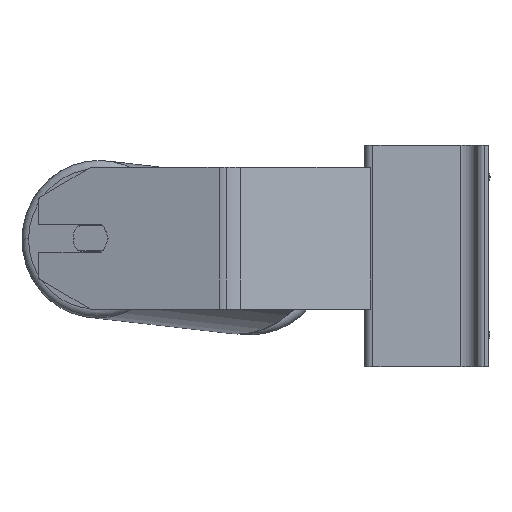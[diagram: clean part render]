
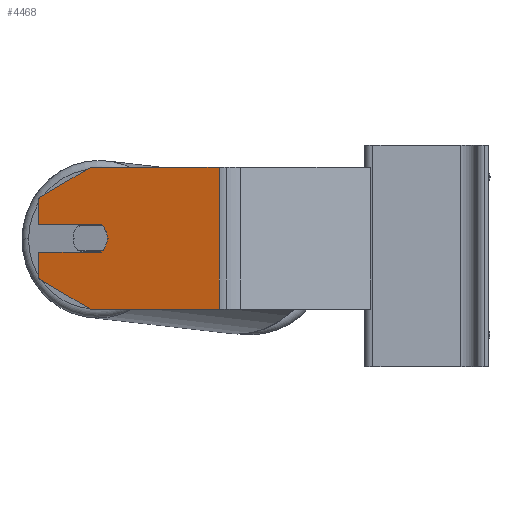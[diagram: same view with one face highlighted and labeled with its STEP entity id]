
A CAD part, left-side view. The second image highlights one B-rep face of the part: STEP entity #4468.
In plain terms, the highlighted planar face has unit normal (-0.966, 0.259, 0).
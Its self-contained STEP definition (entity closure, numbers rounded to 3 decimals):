
#87 = EDGE_CURVE ( 'NONE', #260, #6081, #5002, .T. ) ;
#109 = VECTOR ( 'NONE', #5397, 1000. ) ;
#260 = VERTEX_POINT ( 'NONE', #1180 ) ;
#346 = ORIENTED_EDGE ( 'NONE', *, *, #5299, .F. ) ;
#509 = EDGE_CURVE ( 'NONE', #5695, #10451, #8958, .T. ) ;
#652 = VECTOR ( 'NONE', #7205, 1000. ) ;
#656 = DIRECTION ( 'NONE',  ( -0.259, -0.966, 0. ) ) ;
#660 = LINE ( 'NONE', #6420, #7340 ) ;
#706 = DIRECTION ( 'NONE',  ( 0., 0., -1. ) ) ;
#719 = ORIENTED_EDGE ( 'NONE', *, *, #9329, .F. ) ;
#797 = VERTEX_POINT ( 'NONE', #4814 ) ;
#803 = ORIENTED_EDGE ( 'NONE', *, *, #2449, .F. ) ;
#824 = LINE ( 'NONE', #3256, #8505 ) ;
#852 = CARTESIAN_POINT ( 'NONE',  ( -503.511, 202.093, 2. ) ) ;
#1180 = CARTESIAN_POINT ( 'NONE',  ( -511.275, 173.115, -30. ) ) ;
#1389 = ORIENTED_EDGE ( 'NONE', *, *, #6235, .F. ) ;
#1702 = ORIENTED_EDGE ( 'NONE', *, *, #9409, .T. ) ;
#1906 = CARTESIAN_POINT ( 'NONE',  ( -530.779, 100.325, -30. ) ) ;
#2336 = DIRECTION ( 'NONE',  ( 0., 0., -1. ) ) ;
#2449 = EDGE_CURVE ( 'NONE', #4538, #5137, #9307, .T. ) ;
#2507 = CARTESIAN_POINT ( 'NONE',  ( -530.779, 100.325, 50. ) ) ;
#2660 = VECTOR ( 'NONE', #706, 1000. ) ;
#3071 = CARTESIAN_POINT ( 'NONE',  ( -511.275, 173.115, 10. ) ) ;
#3256 = CARTESIAN_POINT ( 'NONE',  ( -503.511, 202.093, 50. ) ) ;
#3510 = CARTESIAN_POINT ( 'NONE',  ( -503.511, 202.093, 2. ) ) ;
#3599 = CARTESIAN_POINT ( 'NONE',  ( -511.275, 173.115, -30. ) ) ;
#3704 = LINE ( 'NONE', #3599, #9925 ) ;
#3745 = CARTESIAN_POINT ( 'NONE',  ( -503.511, 202.093, 18. ) ) ;
#3768 = ORIENTED_EDGE ( 'NONE', *, *, #509, .T. ) ;
#3935 = EDGE_CURVE ( 'NONE', #10451, #10477, #4805, .T. ) ;
#4140 = LINE ( 'NONE', #9975, #8046 ) ;
#4468 = ADVANCED_FACE ( 'NONE', ( #9630 ), #7127, .F. ) ;
#4538 = VERTEX_POINT ( 'NONE', #6705 ) ;
#4561 = AXIS2_PLACEMENT_3D ( 'NONE', #8186, #7275, #656 ) ;
#4790 = ORIENTED_EDGE ( 'NONE', *, *, #87, .T. ) ;
#4805 = LINE ( 'NONE', #8078, #2660 ) ;
#4814 = CARTESIAN_POINT ( 'NONE',  ( -503.511, 202.093, -12.679 ) ) ;
#5002 = LINE ( 'NONE', #8268, #9548 ) ;
#5011 = ORIENTED_EDGE ( 'NONE', *, *, #8503, .F. ) ;
#5056 = AXIS2_PLACEMENT_3D ( 'NONE', #8826, #10397, #6321 ) ;
#5137 = VERTEX_POINT ( 'NONE', #8604 ) ;
#5299 = EDGE_CURVE ( 'NONE', #6947, #4538, #9702, .T. ) ;
#5397 = DIRECTION ( 'NONE',  ( 0.259, 0.966, 0. ) ) ;
#5695 = VERTEX_POINT ( 'NONE', #6516 ) ;
#5802 = CARTESIAN_POINT ( 'NONE',  ( -503.511, 202.093, 32.679 ) ) ;
#5869 = ORIENTED_EDGE ( 'NONE', *, *, #6350, .F. ) ;
#6081 = VERTEX_POINT ( 'NONE', #1906 ) ;
#6235 = EDGE_CURVE ( 'NONE', #5137, #10477, #6264, .T. ) ;
#6264 = LINE ( 'NONE', #3745, #109 ) ;
#6321 = DIRECTION ( 'NONE',  ( 0.259, 0.966, 0. ) ) ;
#6350 = EDGE_CURVE ( 'NONE', #10081, #6081, #660, .T. ) ;
#6354 = DIRECTION ( 'NONE',  ( -0.259, -0.966, 0. ) ) ;
#6420 = CARTESIAN_POINT ( 'NONE',  ( -530.779, 100.325, 50. ) ) ;
#6516 = CARTESIAN_POINT ( 'NONE',  ( -511.275, 173.115, 50. ) ) ;
#6563 = CARTESIAN_POINT ( 'NONE',  ( -503.511, 202.093, 32.679 ) ) ;
#6674 = DIRECTION ( 'NONE',  ( -0.259, -0.966, 0. ) ) ;
#6705 = CARTESIAN_POINT ( 'NONE',  ( -513.863, 163.456, 10. ) ) ;
#6947 = VERTEX_POINT ( 'NONE', #7051 ) ;
#7051 = CARTESIAN_POINT ( 'NONE',  ( -512.828, 167.32, 2. ) ) ;
#7127 = PLANE ( 'NONE',  #5056 ) ;
#7142 = ORIENTED_EDGE ( 'NONE', *, *, #7456, .T. ) ;
#7205 = DIRECTION ( 'NONE',  ( 0.224, 0.837, -0.5 ) ) ;
#7212 = VERTEX_POINT ( 'NONE', #852 ) ;
#7238 = EDGE_LOOP ( 'NONE', ( #7142, #1702, #4790, #5869, #719, #3768, #7547, #1389, #803, #346, #5011 ) ) ;
#7275 = DIRECTION ( 'NONE',  ( -0.966, 0.259, 0. ) ) ;
#7340 = VECTOR ( 'NONE', #2336, 1000. ) ;
#7456 = EDGE_CURVE ( 'NONE', #7212, #797, #824, .T. ) ;
#7547 = ORIENTED_EDGE ( 'NONE', *, *, #3935, .T. ) ;
#7575 = CARTESIAN_POINT ( 'NONE',  ( -503.511, 202.093, 18. ) ) ;
#8046 = VECTOR ( 'NONE', #8109, 1000. ) ;
#8078 = CARTESIAN_POINT ( 'NONE',  ( -503.511, 202.093, 50. ) ) ;
#8082 = DIRECTION ( 'NONE',  ( 0., 0., -1. ) ) ;
#8109 = DIRECTION ( 'NONE',  ( -0.259, -0.966, 0. ) ) ;
#8124 = AXIS2_PLACEMENT_3D ( 'NONE', #3071, #8643, #6354 ) ;
#8186 = CARTESIAN_POINT ( 'NONE',  ( -511.275, 173.115, 10. ) ) ;
#8268 = CARTESIAN_POINT ( 'NONE',  ( -503.511, 202.093, -30. ) ) ;
#8459 = DIRECTION ( 'NONE',  ( -0.224, -0.837, -0.5 ) ) ;
#8503 = EDGE_CURVE ( 'NONE', #7212, #6947, #9862, .T. ) ;
#8505 = VECTOR ( 'NONE', #8082, 1000. ) ;
#8604 = CARTESIAN_POINT ( 'NONE',  ( -512.828, 167.32, 18. ) ) ;
#8643 = DIRECTION ( 'NONE',  ( -0.966, 0.259, 0. ) ) ;
#8826 = CARTESIAN_POINT ( 'NONE',  ( -503.511, 202.093, 50. ) ) ;
#8877 = VECTOR ( 'NONE', #10054, 1000. ) ;
#8958 = LINE ( 'NONE', #6563, #652 ) ;
#9307 = CIRCLE ( 'NONE', #8124, 10. ) ;
#9329 = EDGE_CURVE ( 'NONE', #5695, #10081, #4140, .T. ) ;
#9409 = EDGE_CURVE ( 'NONE', #797, #260, #3704, .T. ) ;
#9548 = VECTOR ( 'NONE', #6674, 1000. ) ;
#9630 = FACE_OUTER_BOUND ( 'NONE', #7238, .T. ) ;
#9702 = CIRCLE ( 'NONE', #4561, 10. ) ;
#9862 = LINE ( 'NONE', #3510, #8877 ) ;
#9925 = VECTOR ( 'NONE', #8459, 1000. ) ;
#9975 = CARTESIAN_POINT ( 'NONE',  ( -503.511, 202.093, 50. ) ) ;
#10054 = DIRECTION ( 'NONE',  ( -0.259, -0.966, 0. ) ) ;
#10081 = VERTEX_POINT ( 'NONE', #2507 ) ;
#10397 = DIRECTION ( 'NONE',  ( 0.966, -0.259, 0. ) ) ;
#10451 = VERTEX_POINT ( 'NONE', #5802 ) ;
#10477 = VERTEX_POINT ( 'NONE', #7575 ) ;
